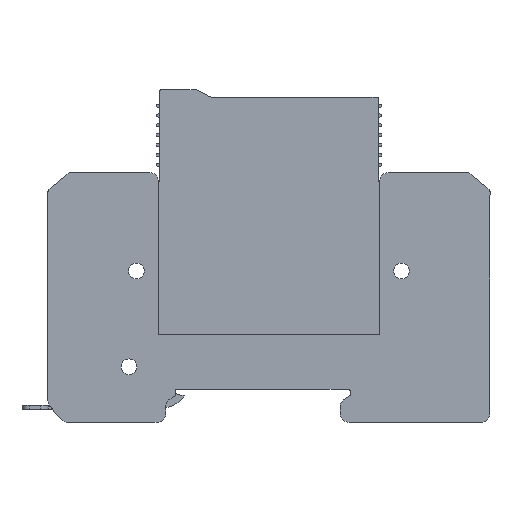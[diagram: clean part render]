
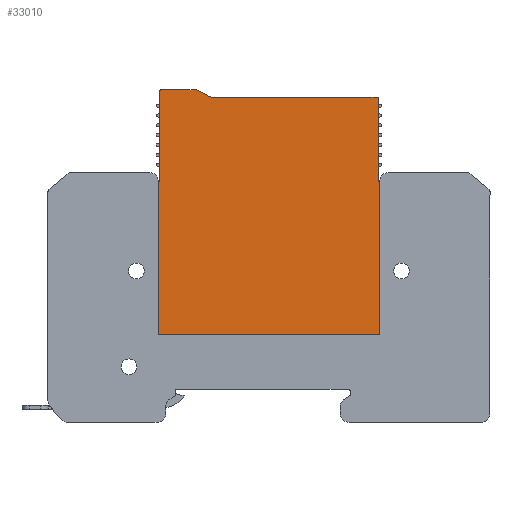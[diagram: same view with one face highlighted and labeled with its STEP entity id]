
A CAD part, front view. The second image highlights one B-rep face of the part: STEP entity #33010.
In plain terms, the highlighted planar face has unit normal (0, -1, 0).
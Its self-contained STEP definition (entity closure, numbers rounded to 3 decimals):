
#27490=CARTESIAN_POINT('',(-33.86,13.554,
43.596));
#27500=VERTEX_POINT('',#27490);
#30300=CARTESIAN_POINT('',(11.14,13.554,
43.596));
#30310=VERTEX_POINT('',#30300);
#30570=CARTESIAN_POINT('',(11.14,13.554,
12.596));
#30580=DIRECTION('',(0.,0.,1.));
#30590=VECTOR('',#30580,1.);
#30600=LINE('',#30570,#30590);
#30610=CARTESIAN_POINT('',(11.14,13.554,
12.596));
#30620=VERTEX_POINT('',#30610);
#30630=EDGE_CURVE('',#30620,#30310,#30600,.T.);
#30810=CARTESIAN_POINT('',(10.94,13.554,
12.596));
#30820=DIRECTION('',(0.,-1.,0.));
#30830=DIRECTION('',(0.,0.,-1.));
#30840=AXIS2_PLACEMENT_3D('',#30810,#30820,#30830);
#30850=CIRCLE('',#30840,0.2);
#30860=CARTESIAN_POINT('',(10.94,13.554,
12.396));
#30870=VERTEX_POINT('',#30860);
#30880=EDGE_CURVE('',#30870,#30620,#30850,.T.);
#31060=CARTESIAN_POINT('',(-33.66,13.554,
12.396));
#31070=DIRECTION('',(1.,0.,0.));
#31080=VECTOR('',#31070,1.);
#31090=LINE('',#31060,#31080);
#31100=CARTESIAN_POINT('',(-33.66,13.554,
12.396));
#31110=VERTEX_POINT('',#31100);
#31120=EDGE_CURVE('',#31110,#30870,#31090,.T.);
#31300=CARTESIAN_POINT('',(-33.66,13.554,
12.596));
#31310=DIRECTION('',(0.,-1.,0.));
#31320=DIRECTION('',(-1.,0.,0.));
#31330=AXIS2_PLACEMENT_3D('',#31300,#31310,#31320);
#31340=CIRCLE('',#31330,0.2);
#31350=CARTESIAN_POINT('',(-33.86,13.554,
12.596));
#31360=VERTEX_POINT('',#31350);
#31370=EDGE_CURVE('',#31360,#31110,#31340,.T.);
#31550=CARTESIAN_POINT('',(-33.86,13.554,
43.596));
#31560=DIRECTION('',(0.,0.,-1.));
#31570=VECTOR('',#31560,1.);
#31580=LINE('',#31550,#31570);
#31590=EDGE_CURVE('',#27500,#31360,#31580,.T.);
#31670=CARTESIAN_POINT('',(-11.14,13.554,
36.896));
#31680=DIRECTION('',(0.,1.,0.));
#31690=DIRECTION('',(-1.,0.,0.));
#31700=AXIS2_PLACEMENT_3D('',#31670,#31680,#31690);
#31710=PLANE('',#31700);
#31720=ORIENTED_EDGE('',*,*,#31370,.T.);
#31730=ORIENTED_EDGE('',*,*,#31590,.T.);
#31740=CARTESIAN_POINT('',(-33.86,13.554,
43.596));
#31750=DIRECTION('',(1.,0.,0.));
#31760=VECTOR('',#31750,1.);
#31770=LINE('',#31740,#31760);
#31780=CARTESIAN_POINT('',(-33.6,13.554,
43.596));
#31790=VERTEX_POINT('',#31780);
#31800=EDGE_CURVE('',#27500,#31790,#31770,.T.);
#31810=ORIENTED_EDGE('',*,*,#31800,.F.);
#31820=CARTESIAN_POINT('',(-33.6,13.554,
43.596));
#31830=DIRECTION('',(0.,0.,1.));
#31840=VECTOR('',#31830,1.);
#31850=LINE('',#31820,#31840);
#31860=CARTESIAN_POINT('',(-33.6,13.554,
61.996));
#31870=VERTEX_POINT('',#31860);
#31880=EDGE_CURVE('',#31790,#31870,#31850,.T.);
#31890=ORIENTED_EDGE('',*,*,#31880,.F.);
#31900=CARTESIAN_POINT('',(-33.3,13.554,
61.996));
#31910=DIRECTION('',(-0.,-1.,0.));
#31920=DIRECTION('',(0.,0.,1.));
#31930=AXIS2_PLACEMENT_3D('',#31900,#31910,#31920);
#31940=CIRCLE('',#31930,0.3);
#31950=CARTESIAN_POINT('',(-33.3,13.554,
62.296));
#31960=VERTEX_POINT('',#31950);
#31970=EDGE_CURVE('',#31960,#31870,#31940,.T.);
#31980=ORIENTED_EDGE('',*,*,#31970,.T.);
#31990=CARTESIAN_POINT('',(-33.3,13.554,
62.296));
#32000=DIRECTION('',(1.,0.,0.));
#32010=VECTOR('',#32000,1.);
#32020=LINE('',#31990,#32010);
#32030=CARTESIAN_POINT('',(-26.4,13.554,
62.296));
#32040=VERTEX_POINT('',#32030);
#32050=EDGE_CURVE('',#31960,#32040,#32020,.T.);
#32060=ORIENTED_EDGE('',*,*,#32050,.F.);
#32070=CARTESIAN_POINT('',(-26.4,13.554,
61.246));
#32080=DIRECTION('',(0.,-1.,0.));
#32090=DIRECTION('',(0.454,0.,0.891));
#32100=AXIS2_PLACEMENT_3D('',#32070,#32080,#32090);
#32110=CIRCLE('',#32100,1.05);
#32120=CARTESIAN_POINT('',(-25.923,13.554,
62.182));
#32130=VERTEX_POINT('',#32120);
#32140=EDGE_CURVE('',#32130,#32040,#32110,.T.);
#32150=ORIENTED_EDGE('',*,*,#32140,.T.);
#32160=CARTESIAN_POINT('',(-23.426,13.554,
60.911));
#32170=DIRECTION('',(-0.891,0.,0.454));
#32180=VECTOR('',#32170,1.);
#32190=LINE('',#32160,#32180);
#32200=CARTESIAN_POINT('',(-23.426,13.554,
60.911));
#32210=VERTEX_POINT('',#32200);
#32220=EDGE_CURVE('',#32210,#32130,#32190,.T.);
#32230=ORIENTED_EDGE('',*,*,#32220,.T.);
#32240=CARTESIAN_POINT('',(-22.95,13.554,
61.846));
#32250=DIRECTION('',(0.,1.,0.));
#32260=DIRECTION('',(0.,0.,-1.));
#32270=AXIS2_PLACEMENT_3D('',#32240,#32250,#32260);
#32280=CIRCLE('',#32270,1.05);
#32290=CARTESIAN_POINT('',(-22.95,13.554,
60.796));
#32300=VERTEX_POINT('',#32290);
#32310=EDGE_CURVE('',#32300,#32210,#32280,.T.);
#32320=ORIENTED_EDGE('',*,*,#32310,.T.);
#32330=CARTESIAN_POINT('',(-22.95,13.554,
60.796));
#32340=DIRECTION('',(1.,0.,0.));
#32350=VECTOR('',#32340,1.);
#32360=LINE('',#32330,#32350);
#32370=CARTESIAN_POINT('',(4.,13.554,
60.796));
#32380=VERTEX_POINT('',#32370);
#32390=EDGE_CURVE('',#32300,#32380,#32360,.T.);
#32400=ORIENTED_EDGE('',*,*,#32390,.F.);
#32410=CARTESIAN_POINT('',(4.,13.554,
60.796));
#32420=DIRECTION('',(0.,0.,-1.));
#32430=VECTOR('',#32420,1.);
#32440=LINE('',#32410,#32430);
#32450=CARTESIAN_POINT('',(4.,13.554,
60.696));
#32460=VERTEX_POINT('',#32450);
#32470=EDGE_CURVE('',#32380,#32460,#32440,.T.);
#32480=ORIENTED_EDGE('',*,*,#32470,.F.);
#32490=CARTESIAN_POINT('',(4.,13.554,
60.696));
#32500=DIRECTION('',(1.,0.,0.));
#32510=VECTOR('',#32500,1.);
#32520=LINE('',#32490,#32510);
#32530=CARTESIAN_POINT('',(9.6,13.554,
60.696));
#32540=VERTEX_POINT('',#32530);
#32550=EDGE_CURVE('',#32460,#32540,#32520,.T.);
#32560=ORIENTED_EDGE('',*,*,#32550,.F.);
#32570=CARTESIAN_POINT('',(9.6,13.554,
60.696));
#32580=DIRECTION('',(0.,0.,1.));
#32590=VECTOR('',#32580,1.);
#32600=LINE('',#32570,#32590);
#32610=CARTESIAN_POINT('',(9.6,13.554,
60.796));
#32620=VERTEX_POINT('',#32610);
#32630=EDGE_CURVE('',#32540,#32620,#32600,.T.);
#32640=ORIENTED_EDGE('',*,*,#32630,.F.);
#32650=CARTESIAN_POINT('',(9.6,13.554,
60.796));
#32660=DIRECTION('',(1.,0.,0.));
#32670=VECTOR('',#32660,1.);
#32680=LINE('',#32650,#32670);
#32690=CARTESIAN_POINT('',(10.6,13.554,
60.796));
#32700=VERTEX_POINT('',#32690);
#32710=EDGE_CURVE('',#32620,#32700,#32680,.T.);
#32720=ORIENTED_EDGE('',*,*,#32710,.F.);
#32730=CARTESIAN_POINT('',(10.6,13.554,
60.496));
#32740=DIRECTION('',(0.,-1.,-0.));
#32750=DIRECTION('',(1.,0.,0.));
#32760=AXIS2_PLACEMENT_3D('',#32730,#32740,#32750);
#32770=CIRCLE('',#32760,0.3);
#32780=CARTESIAN_POINT('',(10.9,13.554,
60.496));
#32790=VERTEX_POINT('',#32780);
#32800=EDGE_CURVE('',#32790,#32700,#32770,.T.);
#32810=ORIENTED_EDGE('',*,*,#32800,.T.);
#32820=CARTESIAN_POINT('',(10.9,13.554,
60.496));
#32830=DIRECTION('',(0.,0.,-1.));
#32840=VECTOR('',#32830,1.);
#32850=LINE('',#32820,#32840);
#32860=CARTESIAN_POINT('',(10.9,13.554,
43.596));
#32870=VERTEX_POINT('',#32860);
#32880=EDGE_CURVE('',#32790,#32870,#32850,.T.);
#32890=ORIENTED_EDGE('',*,*,#32880,.F.);
#32900=CARTESIAN_POINT('',(10.9,13.554,
43.596));
#32910=DIRECTION('',(1.,0.,0.));
#32920=VECTOR('',#32910,1.);
#32930=LINE('',#32900,#32920);
#32940=EDGE_CURVE('',#32870,#30310,#32930,.T.);
#32950=ORIENTED_EDGE('',*,*,#32940,.F.);
#32960=ORIENTED_EDGE('',*,*,#30630,.T.);
#32970=ORIENTED_EDGE('',*,*,#30880,.T.);
#32980=ORIENTED_EDGE('',*,*,#31120,.T.);
#32990=EDGE_LOOP('',(#32980,#32970,#32960,#32950,#32890,#32810,#32720,
#32640,#32560,#32480,#32400,#32320,#32230,#32150,#32060,#31980,#31890,
#31810,#31730,#31720));
#33000=FACE_OUTER_BOUND('',#32990,.T.);
#33010=ADVANCED_FACE('',(#33000),#31710,.F.);
